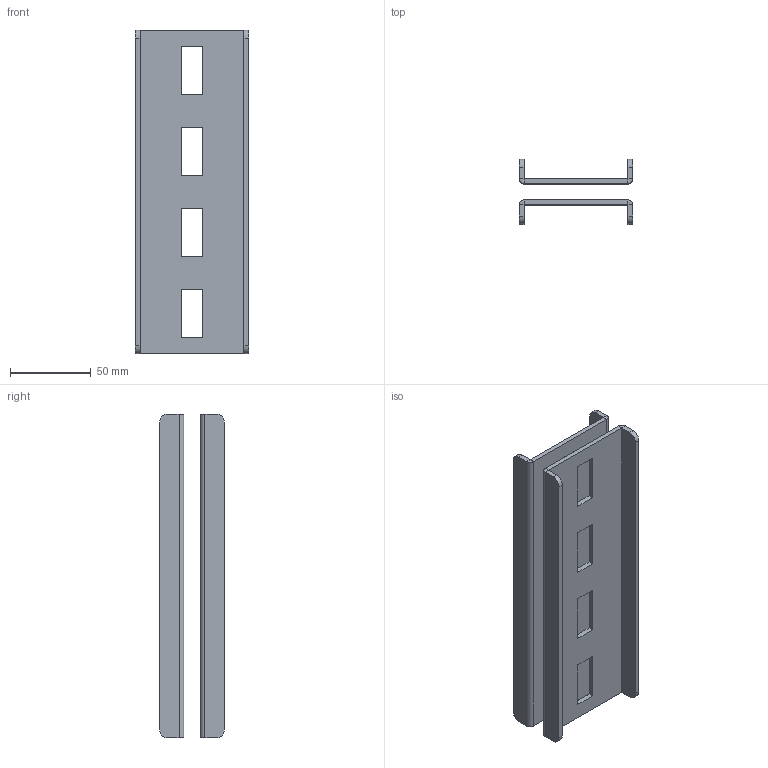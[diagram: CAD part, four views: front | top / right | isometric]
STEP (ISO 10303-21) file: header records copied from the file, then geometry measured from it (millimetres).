
FILE_DESCRIPTION((''),'2;1');
FILE_NAME('PLH_ASM','2020-03-20T09:48:29',('tomasz.grudniewski'),(''),'CREO PARAMETRIC BY PTC INC, 2019080','CREO PARAMETRIC BY PTC INC, 2019080','');
FILE_SCHEMA(('CONFIG_CONTROL_DESIGN'));
Length unit declared in the file: millimetre
Products named in the file (2): PLH; PLH_ASM
Assembly tree (2 placements, depth 2):
  PLH_ASM
    PLH  x2
Bounding box: 70 x 40 x 200 mm (x, y, z)
Volume: 101766.1 mm3; surface area: 73369.1 mm2
Topology: 2 solids, 2 shells, 80 faces, 196 edges, 120 vertices
Faces by surface type: plane 68, cylinder 12
Entity records: 1237 total; most frequent: CARTESIAN_POINT 202, DIRECTION 198, ORIENTED_EDGE 196, EDGE_CURVE 98, VECTOR 86, LINE 86, VERTEX_POINT 60, AXIS2_PLACEMENT_3D 56
